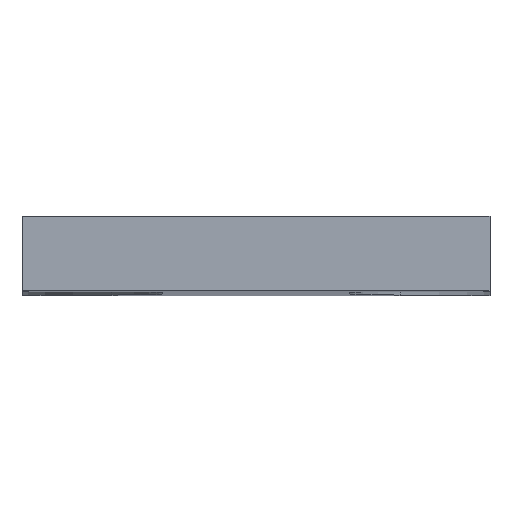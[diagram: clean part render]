
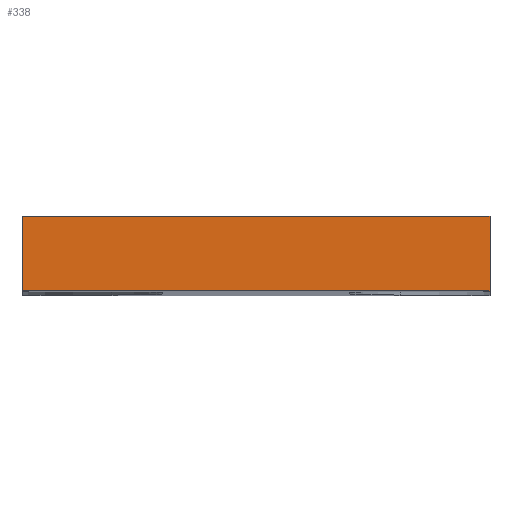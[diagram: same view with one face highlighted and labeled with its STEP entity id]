
A CAD part, top view. The second image highlights one B-rep face of the part: STEP entity #338.
In plain terms, the highlighted planar face has unit normal (0, 0, 1).
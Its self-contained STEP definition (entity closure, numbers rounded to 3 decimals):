
#21=PLANE('',#384);
#38=FACE_OUTER_BOUND('',#56,.T.);
#56=EDGE_LOOP('',(#273,#274,#275,#276));
#86=LINE('',#574,#118);
#87=LINE('',#577,#119);
#88=LINE('',#579,#120);
#89=LINE('',#580,#121);
#118=VECTOR('',#472,10.);
#119=VECTOR('',#475,10.);
#120=VECTOR('',#476,10.);
#121=VECTOR('',#477,10.);
#167=VERTEX_POINT('',#570);
#168=VERTEX_POINT('',#572);
#169=VERTEX_POINT('',#576);
#170=VERTEX_POINT('',#578);
#212=EDGE_CURVE('',#167,#168,#86,.T.);
#213=EDGE_CURVE('',#169,#167,#87,.T.);
#214=EDGE_CURVE('',#170,#168,#88,.T.);
#215=EDGE_CURVE('',#169,#170,#89,.T.);
#273=ORIENTED_EDGE('',*,*,#213,.T.);
#274=ORIENTED_EDGE('',*,*,#212,.T.);
#275=ORIENTED_EDGE('',*,*,#214,.F.);
#276=ORIENTED_EDGE('',*,*,#215,.F.);
#338=ADVANCED_FACE('',(#38),#21,.T.);
#384=AXIS2_PLACEMENT_3D('',#575,#473,#474);
#472=DIRECTION('',(0.,1.,0.));
#473=DIRECTION('center_axis',(0.,0.,1.));
#474=DIRECTION('ref_axis',(1.,0.,0.));
#475=DIRECTION('',(1.,0.,0.));
#476=DIRECTION('',(1.,0.,0.));
#477=DIRECTION('',(0.,1.,0.));
#570=CARTESIAN_POINT('',(63.828,0.,121.196));
#572=CARTESIAN_POINT('',(63.828,4.,121.196));
#574=CARTESIAN_POINT('',(63.828,0.,121.196));
#575=CARTESIAN_POINT('Origin',(38.828,0.,121.196));
#576=CARTESIAN_POINT('',(38.828,0.,121.196));
#577=CARTESIAN_POINT('',(38.828,0.,121.196));
#578=CARTESIAN_POINT('',(38.828,4.,121.196));
#579=CARTESIAN_POINT('',(38.828,4.,121.196));
#580=CARTESIAN_POINT('',(38.828,0.,121.196));
